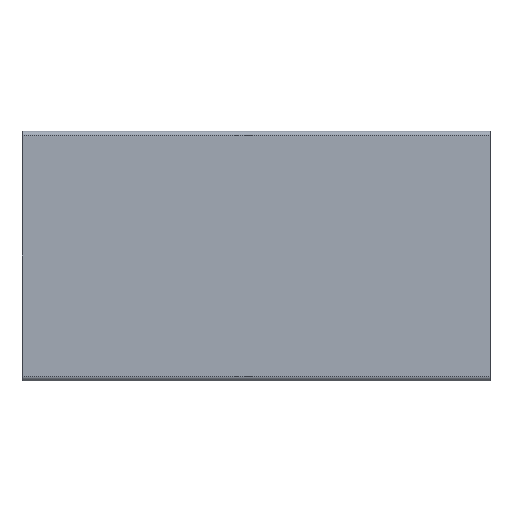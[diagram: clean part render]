
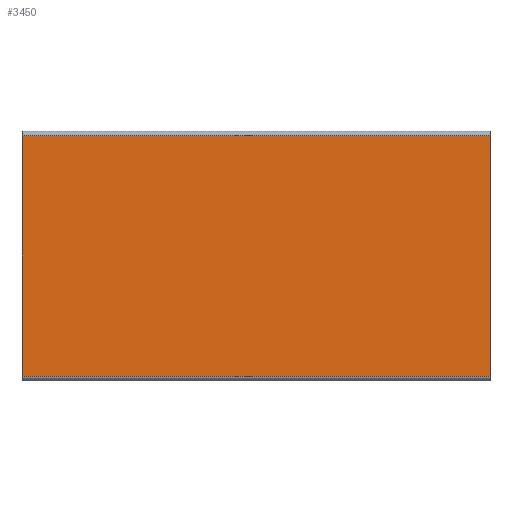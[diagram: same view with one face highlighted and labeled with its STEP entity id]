
A CAD part, left-side view. The second image highlights one B-rep face of the part: STEP entity #3450.
In plain terms, the highlighted face is planar.
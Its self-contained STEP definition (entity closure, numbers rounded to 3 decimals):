
#1957 = ORIENTED_EDGE ( 'NONE', *, *, #2418, .T. ) ;
#1973 = ORIENTED_EDGE ( 'NONE', *, *, #2445, .T. ) ;
#1980 = ORIENTED_EDGE ( 'NONE', *, *, #2417, .F. ) ;
#1983 = ORIENTED_EDGE ( 'NONE', *, *, #2415, .F. ) ;
#2415 = EDGE_CURVE ( 'NONE', #3883, #3880, #11959, .T. ) ;
#2417 = EDGE_CURVE ( 'NONE', #3914, #3883, #11975, .T. ) ;
#2418 = EDGE_CURVE ( 'NONE', #3914, #3882, #11954, .T. ) ;
#2445 = EDGE_CURVE ( 'NONE', #3882, #3880, #12134, .T. ) ;
#3450 = ADVANCED_FACE ( 'PLANAR_41', ( #5140 ), #5195, .T. ) ;
#3880 = VERTEX_POINT ( 'NONE', #9761 ) ;
#3882 = VERTEX_POINT ( 'NONE', #9738 ) ;
#3883 = VERTEX_POINT ( 'NONE', #9794 ) ;
#3914 = VERTEX_POINT ( 'NONE', #9828 ) ;
#5140 = FACE_OUTER_BOUND ( 'NONE', #5721, .T. ) ;
#5195 = PLANE ( 'NONE',  #15171 ) ;
#5197 = CARTESIAN_POINT ( 'NONE',  ( 40., -77., -300. ) ) ;
#5207 = DIRECTION ( 'NONE',  ( 0., 0., -1. ) ) ;
#5214 = DIRECTION ( 'NONE',  ( 1., 0., 0. ) ) ;
#5721 = EDGE_LOOP ( 'NONE', ( #1983, #1980, #1957, #1973 ) ) ;
#9738 = CARTESIAN_POINT ( 'NONE',  ( 40., 77., -300. ) ) ;
#9761 = CARTESIAN_POINT ( 'NONE',  ( 40., 77., 0. ) ) ;
#9794 = CARTESIAN_POINT ( 'NONE',  ( 40., -77., 0. ) ) ;
#9828 = CARTESIAN_POINT ( 'NONE',  ( 40., -77., -300. ) ) ;
#11916 = CARTESIAN_POINT ( 'NONE',  ( 40., -77., 0. ) ) ;
#11945 = DIRECTION ( 'NONE',  ( 0., 0., 1. ) ) ;
#11947 = DIRECTION ( 'NONE',  ( 0., 1., 0. ) ) ;
#11954 = LINE ( 'NONE', #11964, #13818 ) ;
#11959 = LINE ( 'NONE', #11916, #13743 ) ;
#11962 = CARTESIAN_POINT ( 'NONE',  ( 40., -77., -300. ) ) ;
#11964 = CARTESIAN_POINT ( 'NONE',  ( 40., -77., -300. ) ) ;
#11975 = LINE ( 'NONE', #11962, #13746 ) ;
#11977 = DIRECTION ( 'NONE',  ( 0., 1., 0. ) ) ;
#12110 = DIRECTION ( 'NONE',  ( 0., 0., 1. ) ) ;
#12134 = LINE ( 'NONE', #12143, #13802 ) ;
#12143 = CARTESIAN_POINT ( 'NONE',  ( 40., 77., -300. ) ) ;
#13743 = VECTOR ( 'NONE', #11947, 1000. ) ;
#13746 = VECTOR ( 'NONE', #11945, 1000. ) ;
#13802 = VECTOR ( 'NONE', #12110, 1000. ) ;
#13818 = VECTOR ( 'NONE', #11977, 1000. ) ;
#15171 = AXIS2_PLACEMENT_3D ( 'NONE', #5197, #5214, #5207 ) ;
